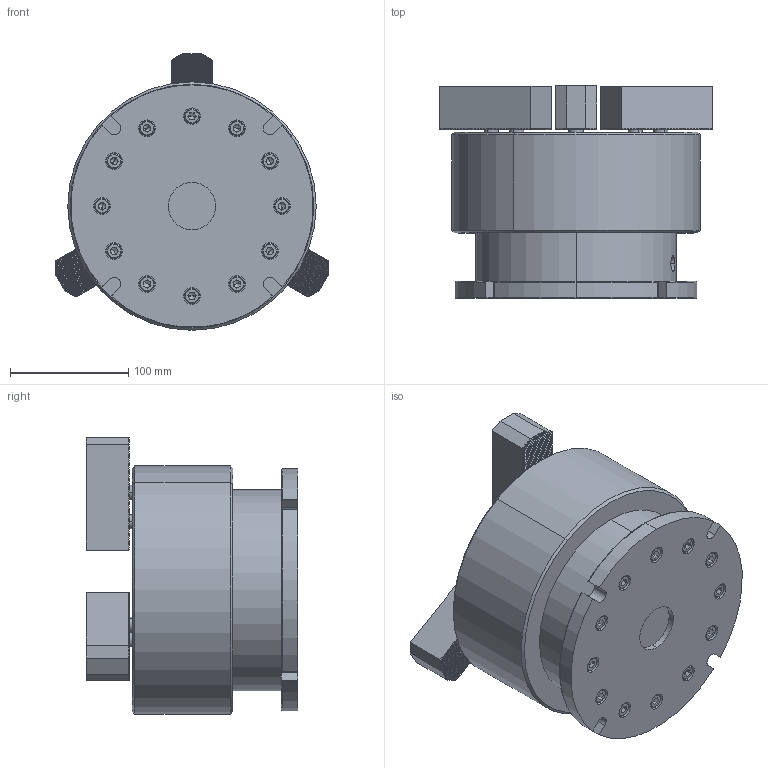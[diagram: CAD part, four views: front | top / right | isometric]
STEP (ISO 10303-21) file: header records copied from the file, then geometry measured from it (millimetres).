
FILE_DESCRIPTION (( 'STEP AP203' ), '1' );
FILE_NAME ('VP-308 外觀參考.STEP', '2014-07-28T02:52:57', ( 'temp' ), ( '' ), 'SwSTEP 2.0', 'SolidWorks 2011', '' );
FILE_SCHEMA (( 'CONFIG_CONTROL_DESIGN' ));
Length unit declared in the file: metre
Products named in the file (13): VP-308 外觀參考; M8x20; M12x85; 3P-08(VP308); M12x30; SJ-08; M5x12; 3P-08防塵蓋; 3P-08中仁; 3P-08本體; VP-08活塞; VP-08缸體; VP-08底座
Assembly tree (37 placements, depth 3):
  VP-308 外觀參考
    M8x20  x12
    M12x85  x6
    VP-08活塞
    3P-08(VP308)
      M5x12  x3
      3P-08防塵蓋
      M12x30  x6
      SJ-08  x3
      3P-08本體
      3P-08中仁
    VP-08缸體
    VP-08底座
Bounding box: 231.16 x 179.2 x 233.84 mm (x, y, z)
Volume: 4229287.8 mm3; surface area: 551343.2 mm2
Topology: 36 solids, 36 shells, 2193 faces, 5717 edges, 3625 vertices
Faces by surface type: plane 1244, cylinder 634, cone 290, torus 25
Entity records: 31212 total; most frequent: CARTESIAN_POINT 6029, DIRECTION 5049, ORIENTED_EDGE 4694, EDGE_CURVE 2347, AXIS2_PLACEMENT_3D 1899, VERTEX_POINT 1522, LINE 1251, VECTOR 1251
